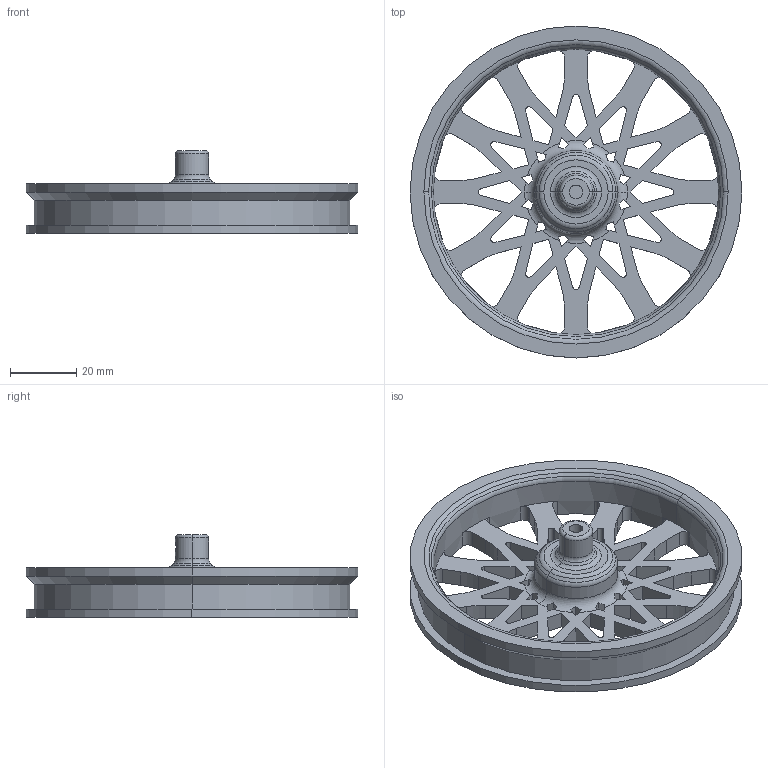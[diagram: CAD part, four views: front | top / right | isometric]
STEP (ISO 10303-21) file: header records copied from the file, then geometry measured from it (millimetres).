
FILE_DESCRIPTION (( 'STEP AP203' ), '1' );
FILE_NAME ('Wheel_V2_Flat.STEP', '2024-03-16T08:51:20', ( '' ), ( '' ), 'SwSTEP 2.0', 'SolidWorks 2023', '' );
FILE_SCHEMA (( 'CONFIG_CONTROL_DESIGN' ));
Length unit declared in the file: millimetre
Products named in the file (1): Wheel_V2_Flat
Bounding box: 100 x 100 x 25 mm (x, y, z)
Volume: 43760.8 mm3; surface area: 24873.7 mm2
Topology: 1 solids, 1 shells, 262 faces, 811 edges, 532 vertices
Faces by surface type: plane 151, cylinder 87, torus 16, cone 8
Entity records: 9406 total; most frequent: CARTESIAN_POINT 1840, ORIENTED_EDGE 1622, DIRECTION 1529, EDGE_CURVE 811, VERTEX_POINT 532, VECTOR 515, LINE 515, AXIS2_PLACEMENT_3D 507
